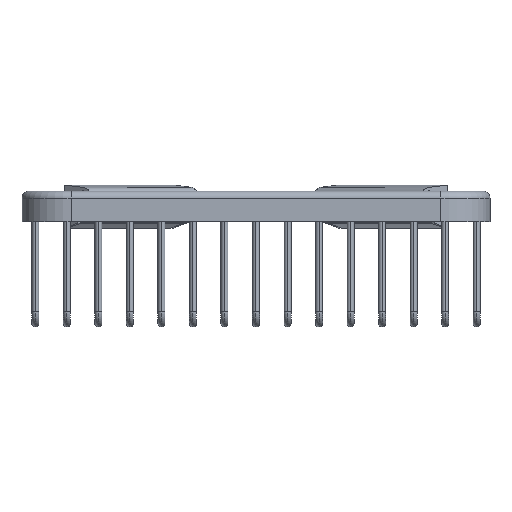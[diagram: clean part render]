
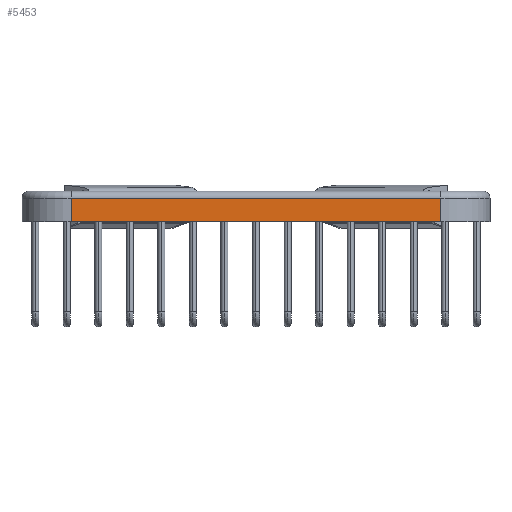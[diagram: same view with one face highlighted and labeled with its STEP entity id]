
A CAD part, front view. The second image highlights one B-rep face of the part: STEP entity #5453.
In plain terms, the highlighted planar face has unit normal (0, -1, 0).
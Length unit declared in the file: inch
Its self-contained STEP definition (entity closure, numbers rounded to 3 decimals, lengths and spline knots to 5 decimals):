
#509=DIRECTION('',(1.,0.,0.));
#510=VECTOR('',#509,6.22);
#511=CARTESIAN_POINT('',(-3.11,0.,-0.256));
#512=LINE('',#511,#510);
#1934=DIRECTION('',(0.,0.,1.));
#1935=VECTOR('',#1934,0.394);
#1936=CARTESIAN_POINT('',(3.11,0.,-0.256));
#1937=LINE('',#1936,#1935);
#1957=DIRECTION('',(1.,0.,0.));
#1958=VECTOR('',#1957,6.22);
#1959=CARTESIAN_POINT('',(-3.11,0.,0.138));
#1960=LINE('',#1959,#1958);
#1964=DIRECTION('',(0.,0.,1.));
#1965=VECTOR('',#1964,0.394);
#1966=CARTESIAN_POINT('',(-3.11,0.,-0.256));
#1967=LINE('',#1966,#1965);
#3533=CARTESIAN_POINT('',(-3.11,0.,-0.256));
#3534=VERTEX_POINT('',#3533);
#3535=CARTESIAN_POINT('',(3.11,0.,-0.256));
#3536=VERTEX_POINT('',#3535);
#3565=CARTESIAN_POINT('',(-3.11,0.,0.138));
#3566=VERTEX_POINT('',#3565);
#3569=CARTESIAN_POINT('',(3.11,0.,0.138));
#3570=VERTEX_POINT('',#3569);
#5441=CARTESIAN_POINT('',(-3.11,0.,-0.256));
#5442=DIRECTION('',(0.,-1.,0.));
#5443=DIRECTION('',(1.,0.,0.));
#5444=AXIS2_PLACEMENT_3D('',#5441,#5442,#5443);
#5445=PLANE('',#5444);
#5446=ORIENTED_EDGE('',*,*,#5431,.T.);
#5447=ORIENTED_EDGE('',*,*,#5406,.F.);
#5448=ORIENTED_EDGE('',*,*,#4048,.F.);
#5450=ORIENTED_EDGE('',*,*,#5449,.T.);
#5451=EDGE_LOOP('',(#5446,#5447,#5448,#5450));
#5452=FACE_OUTER_BOUND('',#5451,.F.);
#4048=EDGE_CURVE('',#3534,#3536,#512,.T.);
#5406=EDGE_CURVE('',#3536,#3570,#1937,.T.);
#5431=EDGE_CURVE('',#3566,#3570,#1960,.T.);
#5449=EDGE_CURVE('',#3534,#3566,#1967,.T.);
#5453=ADVANCED_FACE('',(#5452),#5445,.T.);
